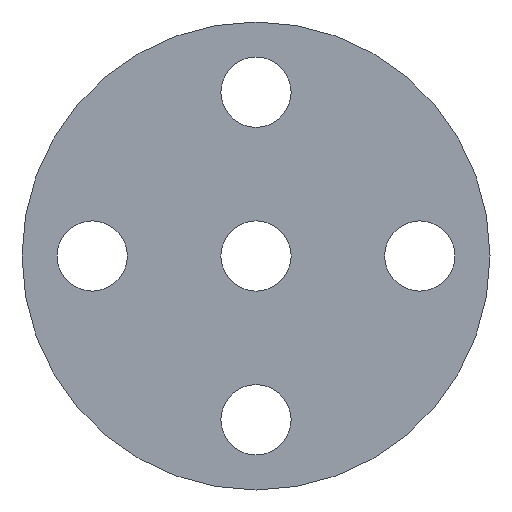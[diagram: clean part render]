
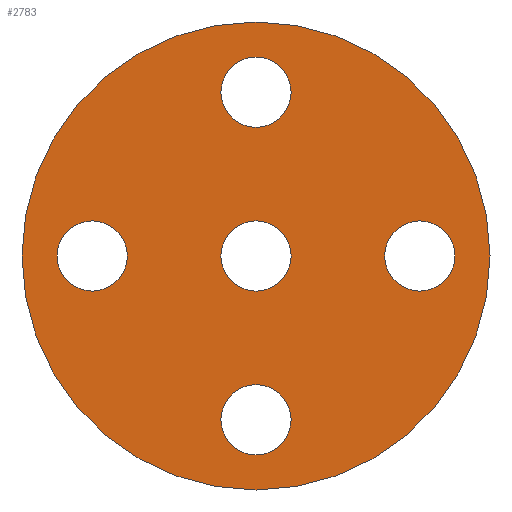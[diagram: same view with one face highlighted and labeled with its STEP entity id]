
A CAD part, front view. The second image highlights one B-rep face of the part: STEP entity #2783.
In plain terms, the highlighted planar face has unit normal (0, -1, 0).
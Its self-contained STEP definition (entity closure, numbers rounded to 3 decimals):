
#78 = CIRCLE ( 'NONE', #2704, 1.5 ) ;
#89 = DIRECTION ( 'NONE',  ( 0., 0., 1. ) ) ;
#103 = CARTESIAN_POINT ( 'NONE',  ( 0., 0., 0. ) ) ;
#104 = EDGE_CURVE ( 'NONE', #2230, #805, #2731, .T. ) ;
#110 = EDGE_LOOP ( 'NONE', ( #3014, #3286 ) ) ;
#155 = DIRECTION ( 'NONE',  ( 0., 0., 1. ) ) ;
#170 = ORIENTED_EDGE ( 'NONE', *, *, #2668, .F. ) ;
#215 = CARTESIAN_POINT ( 'NONE',  ( 0., 0., -8.5 ) ) ;
#224 = EDGE_CURVE ( 'NONE', #1264, #1138, #78, .T. ) ;
#225 = DIRECTION ( 'NONE',  ( 0., 1., 0. ) ) ;
#243 = CIRCLE ( 'NONE', #1407, 1.5 ) ;
#255 = DIRECTION ( 'NONE',  ( 0., 1., 0. ) ) ;
#308 = AXIS2_PLACEMENT_3D ( 'NONE', #3297, #3240, #2299 ) ;
#341 = EDGE_LOOP ( 'NONE', ( #2449, #2781 ) ) ;
#374 = CARTESIAN_POINT ( 'NONE',  ( 0., 0., 0. ) ) ;
#387 = CARTESIAN_POINT ( 'NONE',  ( 7., 0., 0. ) ) ;
#405 = ORIENTED_EDGE ( 'NONE', *, *, #2328, .T. ) ;
#406 = CARTESIAN_POINT ( 'NONE',  ( 7., 0., 1.5 ) ) ;
#415 = PLANE ( 'NONE',  #683 ) ;
#484 = VERTEX_POINT ( 'NONE', #962 ) ;
#505 = ORIENTED_EDGE ( 'NONE', *, *, #554, .T. ) ;
#525 = EDGE_CURVE ( 'NONE', #1138, #1264, #1427, .T. ) ;
#532 = CIRCLE ( 'NONE', #3216, 1.5 ) ;
#554 = EDGE_CURVE ( 'NONE', #3561, #1993, #2112, .T. ) ;
#601 = CARTESIAN_POINT ( 'NONE',  ( 0., 0., 10. ) ) ;
#605 = AXIS2_PLACEMENT_3D ( 'NONE', #387, #3310, #1867 ) ;
#683 = AXIS2_PLACEMENT_3D ( 'NONE', #103, #2502, #982 ) ;
#711 = DIRECTION ( 'NONE',  ( 0., 0., 1. ) ) ;
#713 = CARTESIAN_POINT ( 'NONE',  ( 7., 0., 0. ) ) ;
#805 = VERTEX_POINT ( 'NONE', #1213 ) ;
#830 = CARTESIAN_POINT ( 'NONE',  ( -7., 0., 1.5 ) ) ;
#939 = DIRECTION ( 'NONE',  ( 0., 1., 0. ) ) ;
#962 = CARTESIAN_POINT ( 'NONE',  ( 0., 0., 5.5 ) ) ;
#970 = EDGE_CURVE ( 'NONE', #2077, #484, #1698, .T. ) ;
#982 = DIRECTION ( 'NONE',  ( 0., 0., 1. ) ) ;
#1044 = DIRECTION ( 'NONE',  ( 0., 0., 1. ) ) ;
#1060 = AXIS2_PLACEMENT_3D ( 'NONE', #713, #2549, #1340 ) ;
#1061 = DIRECTION ( 'NONE',  ( 0., 1., 0. ) ) ;
#1077 = CIRCLE ( 'NONE', #3616, 10. ) ;
#1131 = ORIENTED_EDGE ( 'NONE', *, *, #2893, .T. ) ;
#1138 = VERTEX_POINT ( 'NONE', #2556 ) ;
#1157 = EDGE_LOOP ( 'NONE', ( #505, #2536 ) ) ;
#1213 = CARTESIAN_POINT ( 'NONE',  ( -7., 0., -1.5 ) ) ;
#1245 = DIRECTION ( 'NONE',  ( 0., 1., 0. ) ) ;
#1264 = VERTEX_POINT ( 'NONE', #215 ) ;
#1340 = DIRECTION ( 'NONE',  ( 0., 0., 1. ) ) ;
#1354 = CARTESIAN_POINT ( 'NONE',  ( -7., 0., 0. ) ) ;
#1407 = AXIS2_PLACEMENT_3D ( 'NONE', #1751, #2937, #3246 ) ;
#1427 = CIRCLE ( 'NONE', #3596, 1.5 ) ;
#1451 = FACE_OUTER_BOUND ( 'NONE', #2874, .T. ) ;
#1454 = CIRCLE ( 'NONE', #308, 1.5 ) ;
#1521 = ORIENTED_EDGE ( 'NONE', *, *, #3256, .F. ) ;
#1623 = ORIENTED_EDGE ( 'NONE', *, *, #1748, .T. ) ;
#1639 = CARTESIAN_POINT ( 'NONE',  ( 0., 0., -1.5 ) ) ;
#1698 = CIRCLE ( 'NONE', #1852, 1.5 ) ;
#1748 = EDGE_CURVE ( 'NONE', #805, #2230, #532, .T. ) ;
#1751 = CARTESIAN_POINT ( 'NONE',  ( 0., 0., 7. ) ) ;
#1758 = VERTEX_POINT ( 'NONE', #2564 ) ;
#1770 = VERTEX_POINT ( 'NONE', #1639 ) ;
#1776 = FACE_BOUND ( 'NONE', #341, .T. ) ;
#1815 = EDGE_LOOP ( 'NONE', ( #2565, #1623 ) ) ;
#1826 = FACE_BOUND ( 'NONE', #110, .T. ) ;
#1832 = CARTESIAN_POINT ( 'NONE',  ( 0., 0., 0. ) ) ;
#1852 = AXIS2_PLACEMENT_3D ( 'NONE', #3657, #3699, #711 ) ;
#1867 = DIRECTION ( 'NONE',  ( 0., 0., 1. ) ) ;
#1959 = FACE_BOUND ( 'NONE', #1157, .T. ) ;
#1974 = VERTEX_POINT ( 'NONE', #3710 ) ;
#1993 = VERTEX_POINT ( 'NONE', #3672 ) ;
#2048 = FACE_BOUND ( 'NONE', #1815, .T. ) ;
#2077 = VERTEX_POINT ( 'NONE', #2822 ) ;
#2112 = CIRCLE ( 'NONE', #1060, 1.5 ) ;
#2137 = DIRECTION ( 'NONE',  ( 0., 0., 1. ) ) ;
#2230 = VERTEX_POINT ( 'NONE', #830 ) ;
#2253 = DIRECTION ( 'NONE',  ( 0., 1., 0. ) ) ;
#2296 = CARTESIAN_POINT ( 'NONE',  ( 0., 0., 0. ) ) ;
#2299 = DIRECTION ( 'NONE',  ( 0., 0., 1. ) ) ;
#2328 = EDGE_CURVE ( 'NONE', #1770, #1974, #1454, .T. ) ;
#2362 = DIRECTION ( 'NONE',  ( 0., 0., 1. ) ) ;
#2379 = CIRCLE ( 'NONE', #3284, 1.5 ) ;
#2449 = ORIENTED_EDGE ( 'NONE', *, *, #525, .T. ) ;
#2456 = DIRECTION ( 'NONE',  ( 0., 1., 0. ) ) ;
#2502 = DIRECTION ( 'NONE',  ( 0., 1., 0. ) ) ;
#2536 = ORIENTED_EDGE ( 'NONE', *, *, #2712, .T. ) ;
#2549 = DIRECTION ( 'NONE',  ( 0., 1., 0. ) ) ;
#2556 = CARTESIAN_POINT ( 'NONE',  ( 0., 0., -5.5 ) ) ;
#2564 = CARTESIAN_POINT ( 'NONE',  ( 0., 0., -10. ) ) ;
#2565 = ORIENTED_EDGE ( 'NONE', *, *, #104, .T. ) ;
#2664 = FACE_BOUND ( 'NONE', #3808, .T. ) ;
#2668 = EDGE_CURVE ( 'NONE', #1758, #3179, #2895, .T. ) ;
#2704 = AXIS2_PLACEMENT_3D ( 'NONE', #2906, #255, #2362 ) ;
#2712 = EDGE_CURVE ( 'NONE', #1993, #3561, #3477, .T. ) ;
#2731 = CIRCLE ( 'NONE', #3506, 1.5 ) ;
#2781 = ORIENTED_EDGE ( 'NONE', *, *, #224, .T. ) ;
#2783 = ADVANCED_FACE ( 'NONE', ( #1826, #2048, #1959, #2664, #1776, #1451 ), #415, .F. ) ;
#2822 = CARTESIAN_POINT ( 'NONE',  ( 0., 0., 8.5 ) ) ;
#2842 = DIRECTION ( 'NONE',  ( 0., 0., 1. ) ) ;
#2874 = EDGE_LOOP ( 'NONE', ( #170, #1521 ) ) ;
#2893 = EDGE_CURVE ( 'NONE', #1974, #1770, #2379, .T. ) ;
#2895 = CIRCLE ( 'NONE', #3032, 10. ) ;
#2906 = CARTESIAN_POINT ( 'NONE',  ( 0., 0., -7. ) ) ;
#2937 = DIRECTION ( 'NONE',  ( 0., 1., 0. ) ) ;
#3014 = ORIENTED_EDGE ( 'NONE', *, *, #970, .T. ) ;
#3032 = AXIS2_PLACEMENT_3D ( 'NONE', #1832, #939, #2137 ) ;
#3039 = CARTESIAN_POINT ( 'NONE',  ( 0., 0., -7. ) ) ;
#3046 = EDGE_CURVE ( 'NONE', #484, #2077, #243, .T. ) ;
#3179 = VERTEX_POINT ( 'NONE', #601 ) ;
#3216 = AXIS2_PLACEMENT_3D ( 'NONE', #3780, #2253, #155 ) ;
#3240 = DIRECTION ( 'NONE',  ( 0., 1., 0. ) ) ;
#3246 = DIRECTION ( 'NONE',  ( 0., 0., 1. ) ) ;
#3256 = EDGE_CURVE ( 'NONE', #3179, #1758, #1077, .T. ) ;
#3284 = AXIS2_PLACEMENT_3D ( 'NONE', #2296, #225, #3489 ) ;
#3286 = ORIENTED_EDGE ( 'NONE', *, *, #3046, .T. ) ;
#3297 = CARTESIAN_POINT ( 'NONE',  ( 0., 0., 0. ) ) ;
#3310 = DIRECTION ( 'NONE',  ( 0., 1., 0. ) ) ;
#3477 = CIRCLE ( 'NONE', #605, 1.5 ) ;
#3489 = DIRECTION ( 'NONE',  ( 0., 0., 1. ) ) ;
#3506 = AXIS2_PLACEMENT_3D ( 'NONE', #1354, #1061, #2842 ) ;
#3561 = VERTEX_POINT ( 'NONE', #406 ) ;
#3596 = AXIS2_PLACEMENT_3D ( 'NONE', #3039, #1245, #1044 ) ;
#3616 = AXIS2_PLACEMENT_3D ( 'NONE', #374, #2456, #89 ) ;
#3657 = CARTESIAN_POINT ( 'NONE',  ( 0., 0., 7. ) ) ;
#3672 = CARTESIAN_POINT ( 'NONE',  ( 7., 0., -1.5 ) ) ;
#3699 = DIRECTION ( 'NONE',  ( 0., 1., 0. ) ) ;
#3710 = CARTESIAN_POINT ( 'NONE',  ( 0., 0., 1.5 ) ) ;
#3780 = CARTESIAN_POINT ( 'NONE',  ( -7., 0., 0. ) ) ;
#3808 = EDGE_LOOP ( 'NONE', ( #1131, #405 ) ) ;
